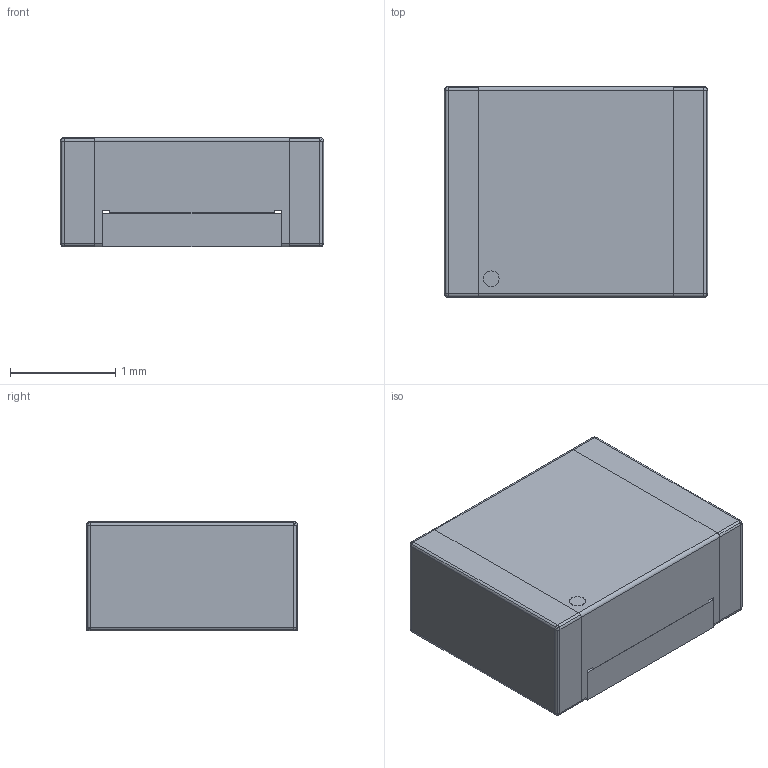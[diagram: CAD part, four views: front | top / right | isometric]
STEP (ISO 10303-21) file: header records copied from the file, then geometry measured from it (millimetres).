
FILE_DESCRIPTION (( 'STEP AP214' ), '1' );
FILE_NAME ('MYRBP500080W21RD.STEP', '2023-02-06T19:29:07', ( '' ), ( '' ), 'SwSTEP 2.0', 'SolidWorks 2021', '' );
FILE_SCHEMA (( 'AUTOMOTIVE_DESIGN' ));
Length unit declared in the file: millimetre
Products named in the file (6): MYRBP500080W21RD; substrate.STEP; inductor body.STEP; marking.STEP; substrate terminal.STEP; inductor terminal.STEP
Assembly tree (5 placements, depth 2):
  MYRBP500080W21RD
    substrate terminal.STEP
    substrate.STEP
    inductor terminal.STEP
    inductor body.STEP
    marking.STEP
Bounding box: 2.5 x 2 x 1.04 mm (x, y, z)
Volume: 5.2 mm3; surface area: 42.8 mm2
Topology: 12 solids, 12 shells, 185 faces, 422 edges, 268 vertices
Faces by surface type: plane 129, cylinder 40, sphere 16
Entity records: 5550 total; most frequent: DIRECTION 896, CARTESIAN_POINT 883, ORIENTED_EDGE 844, EDGE_CURVE 422, VECTOR 334, LINE 334, AXIS2_PLACEMENT_3D 281, VERTEX_POINT 268
